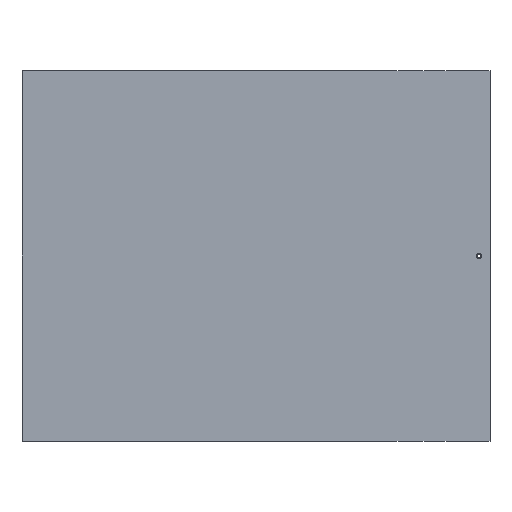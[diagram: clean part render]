
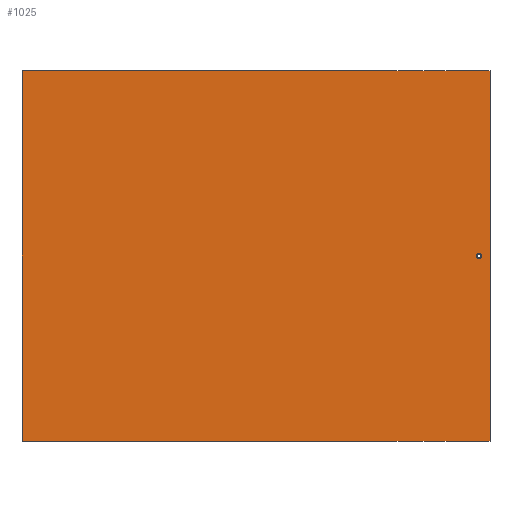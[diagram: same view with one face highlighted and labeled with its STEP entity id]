
A CAD part, front view. The second image highlights one B-rep face of the part: STEP entity #1025.
In plain terms, the highlighted planar face has unit normal (0, -1, 0).
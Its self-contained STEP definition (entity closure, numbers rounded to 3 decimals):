
#109 = CARTESIAN_POINT ( 'NONE',  ( 0., 0., 1. ) ) ;
#110 = CARTESIAN_POINT ( 'NONE',  ( 631., 0., 1. ) ) ;
#126 = CARTESIAN_POINT ( 'NONE',  ( 631., 0., -499. ) ) ;
#129 = CARTESIAN_POINT ( 'NONE',  ( 616., 0., -252.5 ) ) ;
#306 = EDGE_CURVE ( 'NONE', #1472, #1473, #1595, .T. ) ;
#311 = EDGE_CURVE ( 'NONE', #1472, #693, #1604, .T. ) ;
#313 = EDGE_CURVE ( 'NONE', #1945, #1945, #1608, .T. ) ;
#315 = EDGE_CURVE ( 'NONE', #693, #1489, #1609, .T. ) ;
#316 = EDGE_CURVE ( 'NONE', #1473, #1489, #1613, .T. ) ;
#486 = AXIS2_PLACEMENT_3D ( 'NONE', #924, #923, #922 ) ;
#584 = CARTESIAN_POINT ( 'NONE',  ( 0., 0., -499. ) ) ;
#693 = VERTEX_POINT ( 'NONE', #584 ) ;
#871 = ORIENTED_EDGE ( 'NONE', *, *, #313, .F. ) ;
#872 = ORIENTED_EDGE ( 'NONE', *, *, #316, .F. ) ;
#878 = ORIENTED_EDGE ( 'NONE', *, *, #306, .F. ) ;
#879 = ORIENTED_EDGE ( 'NONE', *, *, #315, .T. ) ;
#880 = ORIENTED_EDGE ( 'NONE', *, *, #311, .T. ) ;
#917 = DIRECTION ( 'NONE',  ( 0., 0., -1. ) ) ;
#918 = CARTESIAN_POINT ( 'NONE',  ( 631., 0., 1. ) ) ;
#919 = DIRECTION ( 'NONE',  ( 1., 0., 0. ) ) ;
#922 = DIRECTION ( 'NONE',  ( 0., 0., -1. ) ) ;
#923 = DIRECTION ( 'NONE',  ( 0., -1., 0. ) ) ;
#924 = CARTESIAN_POINT ( 'NONE',  ( 616., 0., -249. ) ) ;
#929 = CARTESIAN_POINT ( 'NONE',  ( 0., 0., -499. ) ) ;
#930 = DIRECTION ( 'NONE',  ( 0., 0., -1. ) ) ;
#931 = CARTESIAN_POINT ( 'NONE',  ( 0., 0., 1. ) ) ;
#940 = DIRECTION ( 'NONE',  ( 1., 0., 0. ) ) ;
#941 = CARTESIAN_POINT ( 'NONE',  ( 0., 0., 1. ) ) ;
#956 = DIRECTION ( 'NONE',  ( 0., 0., 1. ) ) ;
#957 = DIRECTION ( 'NONE',  ( 0., 1., 0. ) ) ;
#959 = PLANE ( 'NONE',  #1536 ) ;
#968 = CARTESIAN_POINT ( 'NONE',  ( 0., 0., 1. ) ) ;
#1025 = ADVANCED_FACE ( 'NONE', ( #1837, #1840 ), #959, .F. ) ;
#1090 = EDGE_LOOP ( 'NONE', ( #871 ) ) ;
#1472 = VERTEX_POINT ( 'NONE', #109 ) ;
#1473 = VERTEX_POINT ( 'NONE', #110 ) ;
#1489 = VERTEX_POINT ( 'NONE', #126 ) ;
#1536 = AXIS2_PLACEMENT_3D ( 'NONE', #968, #957, #956 ) ;
#1556 = EDGE_LOOP ( 'NONE', ( #880, #879, #872, #878 ) ) ;
#1595 = LINE ( 'NONE', #941, #1596 ) ;
#1596 = VECTOR ( 'NONE', #940, 1000. ) ;
#1604 = LINE ( 'NONE', #931, #1607 ) ;
#1607 = VECTOR ( 'NONE', #930, 1000. ) ;
#1608 = CIRCLE ( 'NONE', #486, 3.5 ) ;
#1609 = LINE ( 'NONE', #929, #1611 ) ;
#1611 = VECTOR ( 'NONE', #919, 1000. ) ;
#1613 = LINE ( 'NONE', #918, #1615 ) ;
#1615 = VECTOR ( 'NONE', #917, 1000. ) ;
#1837 = FACE_BOUND ( 'NONE', #1090, .T. ) ;
#1840 = FACE_OUTER_BOUND ( 'NONE', #1556, .T. ) ;
#1945 = VERTEX_POINT ( 'NONE', #129 ) ;
